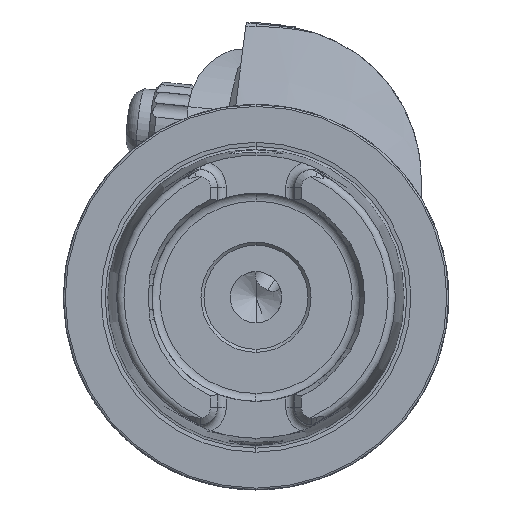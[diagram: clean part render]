
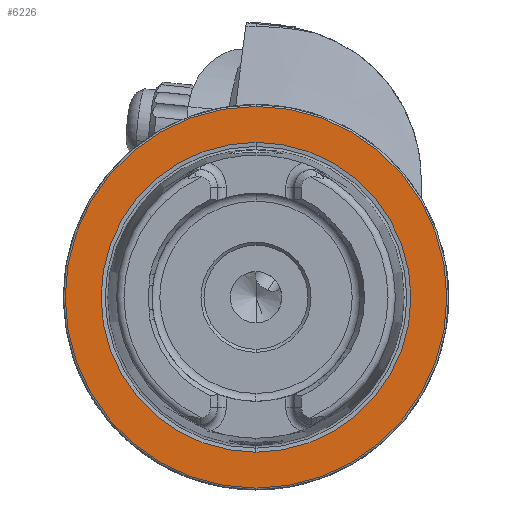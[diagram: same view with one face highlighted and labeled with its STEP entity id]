
A CAD part, left-side view. The second image highlights one B-rep face of the part: STEP entity #6226.
In plain terms, the highlighted planar face has unit normal (-1, 0, 0).
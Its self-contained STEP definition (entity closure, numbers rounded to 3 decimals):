
#429 = EDGE_LOOP ( 'NONE', ( #5051, #4785 ) ) ;
#626 = DIRECTION ( 'NONE',  ( -1., 0., 0. ) ) ;
#784 = CIRCLE ( 'NONE', #17920, 25.324 ) ;
#1805 = AXIS2_PLACEMENT_3D ( 'NONE', #9935, #15133, #7126 ) ;
#1986 = CARTESIAN_POINT ( 'NONE',  ( 0., 0., 0. ) ) ;
#2012 = CIRCLE ( 'NONE', #14206, 25.324 ) ;
#3245 = EDGE_CURVE ( 'NONE', #9275, #3785, #2012, .T. ) ;
#3785 = VERTEX_POINT ( 'NONE', #10822 ) ;
#3874 = CARTESIAN_POINT ( 'NONE',  ( 0., 0., 31.2 ) ) ;
#4100 = ORIENTED_EDGE ( 'NONE', *, *, #11899, .T. ) ;
#4785 = ORIENTED_EDGE ( 'NONE', *, *, #17996, .F. ) ;
#5024 = CARTESIAN_POINT ( 'NONE',  ( 0., 0., -31.2 ) ) ;
#5051 = ORIENTED_EDGE ( 'NONE', *, *, #3245, .F. ) ;
#5070 = DIRECTION ( 'NONE',  ( -1., 0., 0. ) ) ;
#5166 = DIRECTION ( 'NONE',  ( 0., 0., 1. ) ) ;
#5961 = DIRECTION ( 'NONE',  ( 0., 0., 1. ) ) ;
#6086 = VERTEX_POINT ( 'NONE', #3874 ) ;
#6173 = DIRECTION ( 'NONE',  ( 0., 0., 1. ) ) ;
#6226 = ADVANCED_FACE ( 'NONE', ( #7145, #16606 ), #15234, .F. ) ;
#7126 = DIRECTION ( 'NONE',  ( 0., 0., 1. ) ) ;
#7145 = FACE_BOUND ( 'NONE', #429, .T. ) ;
#7416 = CARTESIAN_POINT ( 'NONE',  ( 0., 0., 25.324 ) ) ;
#7585 = DIRECTION ( 'NONE',  ( -1., 0., 0. ) ) ;
#8312 = CARTESIAN_POINT ( 'NONE',  ( 0., 31.2, 0. ) ) ;
#8650 = EDGE_CURVE ( 'NONE', #6086, #9043, #10200, .T. ) ;
#8851 = ORIENTED_EDGE ( 'NONE', *, *, #8650, .T. ) ;
#9043 = VERTEX_POINT ( 'NONE', #5024 ) ;
#9275 = VERTEX_POINT ( 'NONE', #7416 ) ;
#9935 = CARTESIAN_POINT ( 'NONE',  ( 0., 0., 0. ) ) ;
#10200 = CIRCLE ( 'NONE', #1805, 31.2 ) ;
#10822 = CARTESIAN_POINT ( 'NONE',  ( 0., 0., -25.324 ) ) ;
#10958 = DIRECTION ( 'NONE',  ( 1., 0., 0. ) ) ;
#11899 = EDGE_CURVE ( 'NONE', #9043, #6086, #13030, .T. ) ;
#13030 = CIRCLE ( 'NONE', #13612, 31.2 ) ;
#13612 = AXIS2_PLACEMENT_3D ( 'NONE', #1986, #626, #6173 ) ;
#14206 = AXIS2_PLACEMENT_3D ( 'NONE', #17144, #7585, #5961 ) ;
#15133 = DIRECTION ( 'NONE',  ( -1., 0., 0. ) ) ;
#15234 = PLANE ( 'NONE',  #17551 ) ;
#15329 = DIRECTION ( 'NONE',  ( 0., 0., -1. ) ) ;
#16387 = EDGE_LOOP ( 'NONE', ( #8851, #4100 ) ) ;
#16606 = FACE_OUTER_BOUND ( 'NONE', #16387, .T. ) ;
#17144 = CARTESIAN_POINT ( 'NONE',  ( 0., 0., 0. ) ) ;
#17540 = CARTESIAN_POINT ( 'NONE',  ( 0., 0., 0. ) ) ;
#17551 = AXIS2_PLACEMENT_3D ( 'NONE', #8312, #10958, #15329 ) ;
#17920 = AXIS2_PLACEMENT_3D ( 'NONE', #17540, #5070, #5166 ) ;
#17996 = EDGE_CURVE ( 'NONE', #3785, #9275, #784, .T. ) ;
